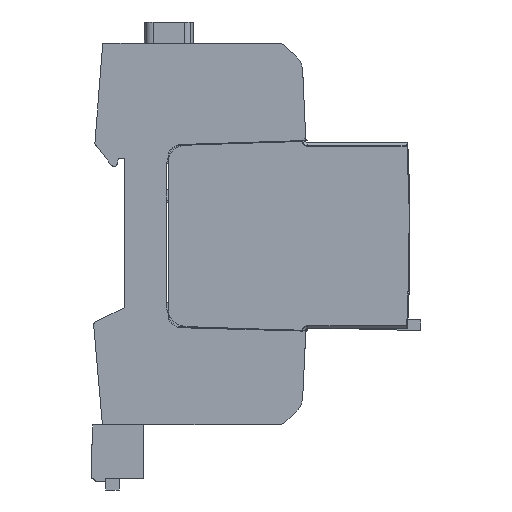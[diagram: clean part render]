
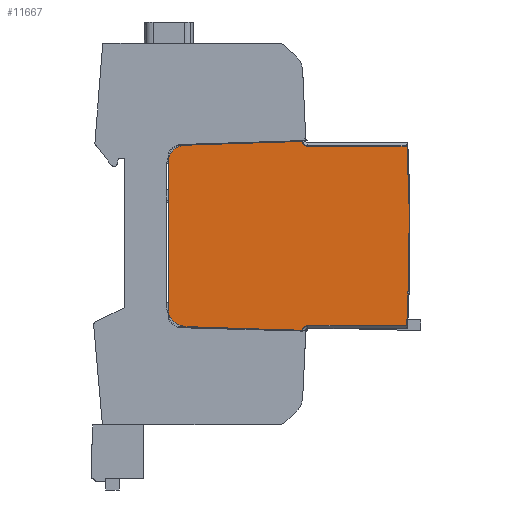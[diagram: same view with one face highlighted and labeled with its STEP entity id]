
A CAD part, left-side view. The second image highlights one B-rep face of the part: STEP entity #11667.
In plain terms, the highlighted face is planar.
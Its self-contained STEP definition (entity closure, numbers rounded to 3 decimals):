
#2803=DIRECTION('',(0.,1.,0.));
#2804=VECTOR('',#2803,0.179);
#2805=CARTESIAN_POINT('',(9.,31.503,-23.05));
#2806=LINE('',#2805,#2804);
#2819=CARTESIAN_POINT('',(9.,-342.811,0.));
#2820=DIRECTION('',(-1.,0.,0.));
#2821=DIRECTION('',(0.,0.999,0.051));
#2822=AXIS2_PLACEMENT_3D('',#2819,#2820,#2821);
#2824=CARTESIAN_POINT('',(9.,33.,-23.25));
#2825=DIRECTION('',(1.,0.,0.));
#2826=DIRECTION('',(0.,0.,1.));
#2827=AXIS2_PLACEMENT_3D('',#2824,#2825,#2826);
#2829=CARTESIAN_POINT('',(9.,33.,-23.25));
#2830=DIRECTION('',(1.,0.,0.));
#2831=DIRECTION('',(0.,-0.706,0.708));
#2832=AXIS2_PLACEMENT_3D('',#2829,#2830,#2831);
#2834=DIRECTION('',(0.,-1.,0.028));
#2835=VECTOR('',#2834,28.592);
#2836=CARTESIAN_POINT('',(9.,31.503,-23.05));
#2837=LINE('',#2836,#2835);
#2838=CARTESIAN_POINT('',(9.,3.,-19.45));
#2839=DIRECTION('',(-1.,0.,0.));
#2840=DIRECTION('',(0.,-0.028,-1.));
#2841=AXIS2_PLACEMENT_3D('',#2838,#2839,#2840);
#2843=CARTESIAN_POINT('',(9.,3.,17.844));
#2844=DIRECTION('',(-1.,0.,0.));
#2845=DIRECTION('',(0.,-1.,0.));
#2846=AXIS2_PLACEMENT_3D('',#2843,#2844,#2845);
#2848=DIRECTION('',(0.,0.999,0.032));
#2849=VECTOR('',#2848,28.606);
#2850=CARTESIAN_POINT('',(9.,2.911,20.642));
#2851=LINE('',#2850,#2849);
#2852=DIRECTION('',(0.,1.,0.));
#2853=VECTOR('',#2852,0.179);
#2854=CARTESIAN_POINT('',(9.,31.503,21.55));
#2855=LINE('',#2854,#2853);
#2856=CARTESIAN_POINT('',(9.,33.,21.75));
#2857=DIRECTION('',(1.,0.,0.));
#2858=DIRECTION('',(0.,-0.989,-0.15));
#2859=AXIS2_PLACEMENT_3D('',#2856,#2857,#2858);
#2880=DIRECTION('',(0.,1.,0.));
#2881=VECTOR('',#2880,23.387);
#2882=CARTESIAN_POINT('',(9.,33.,-21.917));
#2883=LINE('',#2882,#2881);
#3031=DIRECTION('',(0.,-1.,0.));
#3032=VECTOR('',#3031,23.467);
#3033=CARTESIAN_POINT('',(9.,56.467,20.417));
#3034=LINE('',#3033,#3032);
#3211=DIRECTION('',(0.,0.,-1.));
#3212=VECTOR('',#3211,37.294);
#3213=CARTESIAN_POINT('',(9.,0.2,17.844));
#3214=LINE('',#3213,#3212);
#7671=CARTESIAN_POINT('',(9.,31.503,-23.05));
#7672=CARTESIAN_POINT('',(9.,31.682,-23.05));
#7673=VERTEX_POINT('',#7671);
#7674=VERTEX_POINT('',#7672);
#7675=CARTESIAN_POINT('',(9.,56.467,20.417));
#7676=CARTESIAN_POINT('',(9.,56.387,-21.917));
#7677=VERTEX_POINT('',#7675);
#7678=VERTEX_POINT('',#7676);
#7679=CARTESIAN_POINT('',(9.,33.,-21.917));
#7680=VERTEX_POINT('',#7679);
#7681=CARTESIAN_POINT('',(9.,32.058,-22.307));
#7682=VERTEX_POINT('',#7681);
#7683=CARTESIAN_POINT('',(9.,2.922,-22.249));
#7684=VERTEX_POINT('',#7683);
#7685=CARTESIAN_POINT('',(9.,0.2,-19.45));
#7686=VERTEX_POINT('',#7685);
#7687=CARTESIAN_POINT('',(9.,0.2,17.844));
#7688=VERTEX_POINT('',#7687);
#7689=CARTESIAN_POINT('',(9.,2.911,20.642));
#7690=VERTEX_POINT('',#7689);
#7691=CARTESIAN_POINT('',(9.,31.503,21.55));
#7692=VERTEX_POINT('',#7691);
#7693=CARTESIAN_POINT('',(9.,31.682,21.55));
#7694=VERTEX_POINT('',#7693);
#7695=CARTESIAN_POINT('',(9.,33.,20.417));
#7696=VERTEX_POINT('',#7695);
#11635=CARTESIAN_POINT('',(9.,0.,20.75));
#11636=DIRECTION('',(1.,0.,0.));
#11637=DIRECTION('',(0.,0.,-1.));
#11638=AXIS2_PLACEMENT_3D('',#11635,#11636,#11637);
#11639=PLANE('',#11638);
#11641=ORIENTED_EDGE('',*,*,#11640,.T.);
#11643=ORIENTED_EDGE('',*,*,#11642,.F.);
#11645=ORIENTED_EDGE('',*,*,#11644,.T.);
#11647=ORIENTED_EDGE('',*,*,#11646,.T.);
#11648=ORIENTED_EDGE('',*,*,#11618,.F.);
#11650=ORIENTED_EDGE('',*,*,#11649,.T.);
#11652=ORIENTED_EDGE('',*,*,#11651,.T.);
#11654=ORIENTED_EDGE('',*,*,#11653,.F.);
#11656=ORIENTED_EDGE('',*,*,#11655,.T.);
#11658=ORIENTED_EDGE('',*,*,#11657,.T.);
#11660=ORIENTED_EDGE('',*,*,#11659,.T.);
#11662=ORIENTED_EDGE('',*,*,#11661,.T.);
#11664=ORIENTED_EDGE('',*,*,#11663,.F.);
#11665=EDGE_LOOP('',(#11641,#11643,#11645,#11647,#11648,#11650,#11652,#11654,
#11656,#11658,#11660,#11662,#11664));
#11666=FACE_OUTER_BOUND('',#11665,.F.);
#2823=CIRCLE('',#2822,399.8);
#2828=CIRCLE('',#2827,1.333);
#2833=CIRCLE('',#2832,1.333);
#2842=CIRCLE('',#2841,2.8);
#2847=CIRCLE('',#2846,2.8);
#2860=CIRCLE('',#2859,1.333);
#11618=EDGE_CURVE('',#7673,#7674,#2806,.T.);
#11640=EDGE_CURVE('',#7677,#7678,#2823,.T.);
#11642=EDGE_CURVE('',#7680,#7678,#2883,.T.);
#11644=EDGE_CURVE('',#7680,#7682,#2828,.T.);
#11646=EDGE_CURVE('',#7682,#7674,#2833,.T.);
#11649=EDGE_CURVE('',#7673,#7684,#2837,.T.);
#11651=EDGE_CURVE('',#7684,#7686,#2842,.T.);
#11653=EDGE_CURVE('',#7688,#7686,#3214,.T.);
#11655=EDGE_CURVE('',#7688,#7690,#2847,.T.);
#11657=EDGE_CURVE('',#7690,#7692,#2851,.T.);
#11659=EDGE_CURVE('',#7692,#7694,#2855,.T.);
#11661=EDGE_CURVE('',#7694,#7696,#2860,.T.);
#11663=EDGE_CURVE('',#7677,#7696,#3034,.T.);
#11667=ADVANCED_FACE('',(#11666),#11639,.T.);
